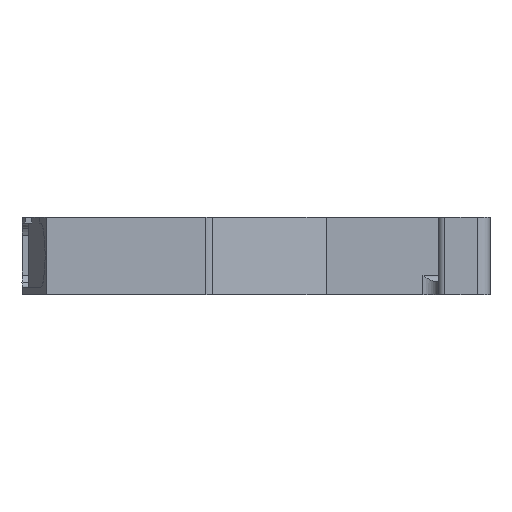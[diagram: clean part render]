
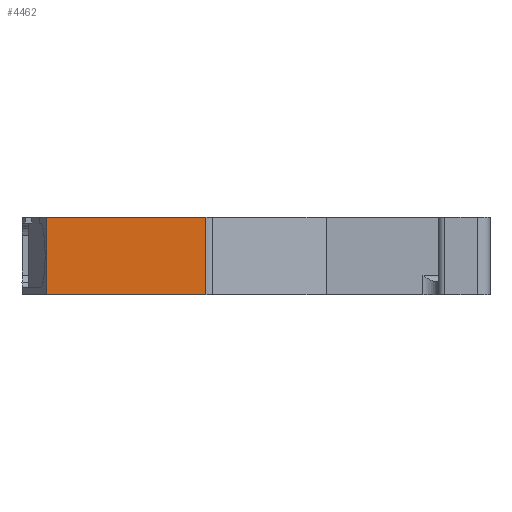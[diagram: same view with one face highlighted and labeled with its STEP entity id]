
A CAD part, left-side view. The second image highlights one B-rep face of the part: STEP entity #4462.
In plain terms, the highlighted planar face has unit normal (-1, 0, 0).
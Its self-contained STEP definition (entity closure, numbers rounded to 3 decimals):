
#491 = CARTESIAN_POINT ( 'NONE',  ( -15.598, 16.188, -6. ) ) ;
#575 = CARTESIAN_POINT ( 'NONE',  ( -15.598, 1.916, -6. ) ) ;
#578 = DIRECTION ( 'NONE',  ( 0., -1., 0. ) ) ;
#607 = EDGE_CURVE ( 'NONE', #3678, #3398, #2300, .T. ) ;
#1404 = VECTOR ( 'NONE', #2523, 1000. ) ;
#1419 = LINE ( 'NONE', #2420, #1404 ) ;
#1545 = EDGE_CURVE ( 'NONE', #3342, #3069, #1419, .T. ) ;
#2288 = VECTOR ( 'NONE', #578, 1000. ) ;
#2300 = LINE ( 'NONE', #491, #2288 ) ;
#2420 = CARTESIAN_POINT ( 'NONE',  ( -15.598, 16.188, 0. ) ) ;
#2523 = DIRECTION ( 'NONE',  ( 0., -1., 0. ) ) ;
#2538 = FACE_OUTER_BOUND ( 'NONE', #3313, .T. ) ;
#2656 = LINE ( 'NONE', #6567, #2847 ) ;
#2847 = VECTOR ( 'NONE', #6580, 1000. ) ;
#2872 = VECTOR ( 'NONE', #4845, 1000. ) ;
#3069 = VERTEX_POINT ( 'NONE', #4967 ) ;
#3161 = ORIENTED_EDGE ( 'NONE', *, *, #6174, .F. ) ;
#3168 = ORIENTED_EDGE ( 'NONE', *, *, #607, .T. ) ;
#3184 = ORIENTED_EDGE ( 'NONE', *, *, #5000, .T. ) ;
#3193 = ORIENTED_EDGE ( 'NONE', *, *, #1545, .F. ) ;
#3313 = EDGE_LOOP ( 'NONE', ( #3161, #3168, #3184, #3193 ) ) ;
#3342 = VERTEX_POINT ( 'NONE', #6614 ) ;
#3398 = VERTEX_POINT ( 'NONE', #575 ) ;
#3466 = LINE ( 'NONE', #4956, #2872 ) ;
#3678 = VERTEX_POINT ( 'NONE', #3897 ) ;
#3897 = CARTESIAN_POINT ( 'NONE',  ( -15.598, 14.313, -6. ) ) ;
#4462 = ADVANCED_FACE ( 'NONE', ( #2538 ), #6062, .T. ) ;
#4473 = AXIS2_PLACEMENT_3D ( 'NONE', #6122, #5997, #5896 ) ;
#4845 = DIRECTION ( 'NONE',  ( 0., 0., 1. ) ) ;
#4956 = CARTESIAN_POINT ( 'NONE',  ( -15.598, 1.916, -6. ) ) ;
#4967 = CARTESIAN_POINT ( 'NONE',  ( -15.598, 1.916, 0. ) ) ;
#5000 = EDGE_CURVE ( 'NONE', #3398, #3069, #3466, .T. ) ;
#5896 = DIRECTION ( 'NONE',  ( 0., -1., 0. ) ) ;
#5997 = DIRECTION ( 'NONE',  ( -1., 0., 0. ) ) ;
#6062 = PLANE ( 'NONE',  #4473 ) ;
#6122 = CARTESIAN_POINT ( 'NONE',  ( -15.598, 16.188, -6. ) ) ;
#6174 = EDGE_CURVE ( 'NONE', #3678, #3342, #2656, .T. ) ;
#6567 = CARTESIAN_POINT ( 'NONE',  ( -15.598, 14.313, -6. ) ) ;
#6580 = DIRECTION ( 'NONE',  ( 0., 0., 1. ) ) ;
#6614 = CARTESIAN_POINT ( 'NONE',  ( -15.598, 14.313, 0. ) ) ;
